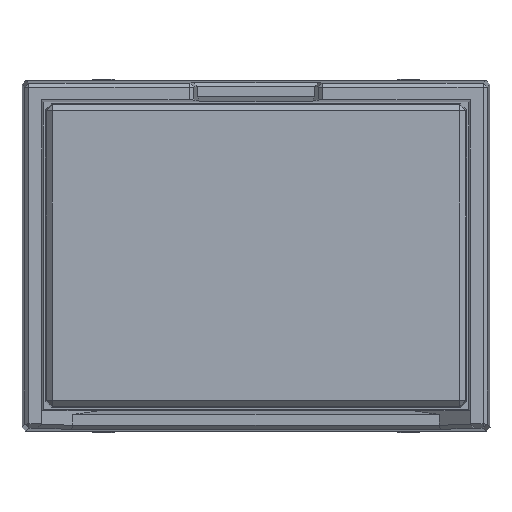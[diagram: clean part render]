
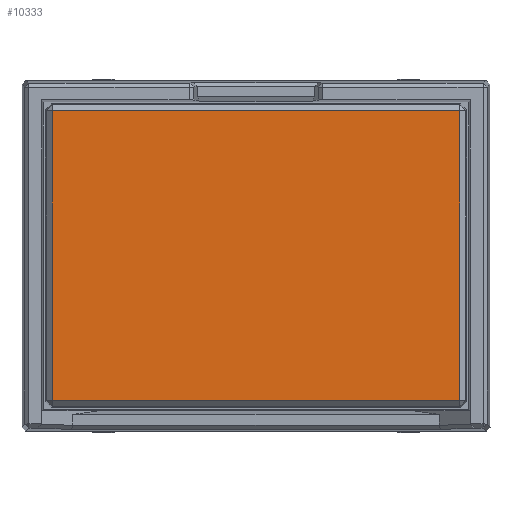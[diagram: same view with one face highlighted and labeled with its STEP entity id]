
A CAD part, top view. The second image highlights one B-rep face of the part: STEP entity #10333.
In plain terms, the highlighted face is planar.
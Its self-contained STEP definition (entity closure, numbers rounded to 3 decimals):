
#186 = ORIENTED_EDGE ( 'NONE', *, *, #4799, .F. ) ;
#461 = DIRECTION ( 'NONE',  ( 0., 0., 1. ) ) ;
#944 = VECTOR ( 'NONE', #4218, 1000. ) ;
#1558 = CARTESIAN_POINT ( 'NONE',  ( -10.396, 0., 7.396 ) ) ;
#2691 = LINE ( 'NONE', #10685, #4987 ) ;
#3248 = CARTESIAN_POINT ( 'NONE',  ( -10.396, 0., -7.396 ) ) ;
#4165 = CARTESIAN_POINT ( 'NONE',  ( 10.396, 0., -7.396 ) ) ;
#4218 = DIRECTION ( 'NONE',  ( 1., 0., 0. ) ) ;
#4330 = CARTESIAN_POINT ( 'NONE',  ( 0., 0., -7.396 ) ) ;
#4755 = LINE ( 'NONE', #9291, #6156 ) ;
#4799 = EDGE_CURVE ( 'NONE', #12240, #10900, #14537, .T. ) ;
#4987 = VECTOR ( 'NONE', #461, 1000. ) ;
#5160 = VERTEX_POINT ( 'NONE', #10192 ) ;
#5552 = EDGE_CURVE ( 'NONE', #10900, #5160, #2691, .T. ) ;
#6124 = DIRECTION ( 'NONE',  ( 0., -1., 0. ) ) ;
#6156 = VECTOR ( 'NONE', #13843, 1000. ) ;
#6514 = VECTOR ( 'NONE', #8869, 1000. ) ;
#7189 = EDGE_CURVE ( 'NONE', #11202, #5160, #9882, .T. ) ;
#7241 = FACE_OUTER_BOUND ( 'NONE', #10156, .T. ) ;
#8869 = DIRECTION ( 'NONE',  ( 1., 0., 0. ) ) ;
#9045 = CARTESIAN_POINT ( 'NONE',  ( -10.396, 0., 7.396 ) ) ;
#9291 = CARTESIAN_POINT ( 'NONE',  ( -10.396, 0., 0. ) ) ;
#9882 = LINE ( 'NONE', #14429, #944 ) ;
#10156 = EDGE_LOOP ( 'NONE', ( #12800, #186, #12493, #11231 ) ) ;
#10192 = CARTESIAN_POINT ( 'NONE',  ( 10.396, 0., 7.396 ) ) ;
#10333 = ADVANCED_FACE ( 'NONE', ( #7241 ), #11795, .F. ) ;
#10675 = DIRECTION ( 'NONE',  ( 0., 0., -1. ) ) ;
#10685 = CARTESIAN_POINT ( 'NONE',  ( 10.396, 0., 0. ) ) ;
#10900 = VERTEX_POINT ( 'NONE', #4165 ) ;
#11202 = VERTEX_POINT ( 'NONE', #9045 ) ;
#11231 = ORIENTED_EDGE ( 'NONE', *, *, #7189, .T. ) ;
#11795 = PLANE ( 'NONE',  #12497 ) ;
#12240 = VERTEX_POINT ( 'NONE', #3248 ) ;
#12493 = ORIENTED_EDGE ( 'NONE', *, *, #14607, .F. ) ;
#12497 = AXIS2_PLACEMENT_3D ( 'NONE', #1558, #6124, #10675 ) ;
#12800 = ORIENTED_EDGE ( 'NONE', *, *, #5552, .F. ) ;
#13843 = DIRECTION ( 'NONE',  ( 0., 0., -1. ) ) ;
#14429 = CARTESIAN_POINT ( 'NONE',  ( 0., 0., 7.396 ) ) ;
#14537 = LINE ( 'NONE', #4330, #6514 ) ;
#14607 = EDGE_CURVE ( 'NONE', #11202, #12240, #4755, .T. ) ;
